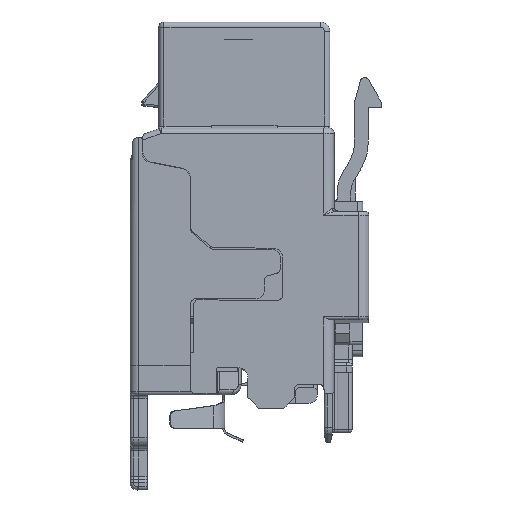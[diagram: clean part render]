
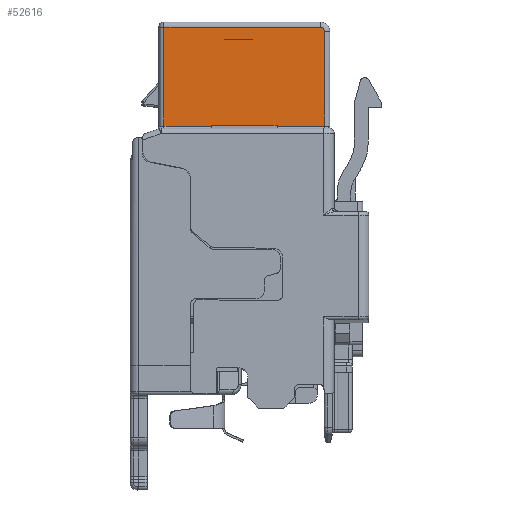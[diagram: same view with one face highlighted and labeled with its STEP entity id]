
A CAD part, left-side view. The second image highlights one B-rep face of the part: STEP entity #52616.
In plain terms, the highlighted planar face has unit normal (-1, 0, 0).
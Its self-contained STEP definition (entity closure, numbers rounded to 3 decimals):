
#756 = ORIENTED_EDGE ( 'NONE', *, *, #47845, .F. ) ;
#878 = CARTESIAN_POINT ( 'NONE',  ( -7.25, 4.35, 0.279 ) ) ;
#1168 = EDGE_LOOP ( 'NONE', ( #52108, #19967, #35153, #756 ) ) ;
#1731 = VERTEX_POINT ( 'NONE', #63847 ) ;
#2836 = DIRECTION ( 'NONE',  ( 0., 0., -1. ) ) ;
#3289 = LINE ( 'NONE', #33899, #49861 ) ;
#3660 = VECTOR ( 'NONE', #52274, 1000. ) ;
#5580 = ORIENTED_EDGE ( 'NONE', *, *, #11119, .T. ) ;
#5586 = VERTEX_POINT ( 'NONE', #878 ) ;
#6056 = CARTESIAN_POINT ( 'NONE',  ( -7.25, 1.85, -7.85 ) ) ;
#6137 = CARTESIAN_POINT ( 'NONE',  ( -7.25, -3.15, -7.95 ) ) ;
#7994 = CARTESIAN_POINT ( 'NONE',  ( -7.25, 8.05, -7.85 ) ) ;
#8568 = EDGE_CURVE ( 'NONE', #35360, #27873, #55314, .T. ) ;
#8821 = VECTOR ( 'NONE', #20135, 1000. ) ;
#10037 = VECTOR ( 'NONE', #48607, 1000. ) ;
#10384 = VERTEX_POINT ( 'NONE', #65245 ) ;
#11119 = EDGE_CURVE ( 'NONE', #21883, #35228, #60107, .T. ) ;
#11475 = LINE ( 'NONE', #33259, #23814 ) ;
#12968 = CARTESIAN_POINT ( 'NONE',  ( -7.25, -2.65, 1. ) ) ;
#12982 = DIRECTION ( 'NONE',  ( 0., 1., 0. ) ) ;
#13026 = CARTESIAN_POINT ( 'NONE',  ( -7.25, -3.15, -9.1 ) ) ;
#14855 = EDGE_LOOP ( 'NONE', ( #18160, #5580, #16912, #74297, #23174, #32110, #34744, #16614, #23946 ) ) ;
#15157 = EDGE_CURVE ( 'NONE', #35360, #21883, #66206, .T. ) ;
#15324 = EDGE_CURVE ( 'NONE', #10384, #5586, #47000, .T. ) ;
#15438 = FACE_BOUND ( 'NONE', #1168, .T. ) ;
#15598 =( BOUNDED_CURVE ( )  B_SPLINE_CURVE ( 3, ( #24175, #48104, #54685, #18321 ),
 .UNSPECIFIED., .F., .T. ) 
 B_SPLINE_CURVE_WITH_KNOTS ( ( 4, 4 ),
 ( 0., 0.344 ),
 .UNSPECIFIED. ) 
 CURVE ( )  GEOMETRIC_REPRESENTATION_ITEM ( )  RATIONAL_B_SPLINE_CURVE ( ( 1., 0.99, 0.99, 1. ) ) 
 REPRESENTATION_ITEM ( '' )  );
#16580 = VECTOR ( 'NONE', #12982, 1000. ) ;
#16614 = ORIENTED_EDGE ( 'NONE', *, *, #20699, .F. ) ;
#16912 = ORIENTED_EDGE ( 'NONE', *, *, #77637, .T. ) ;
#18160 = ORIENTED_EDGE ( 'NONE', *, *, #15157, .T. ) ;
#18321 = CARTESIAN_POINT ( 'NONE',  ( -7.25, 6.819, 0.233 ) ) ;
#18528 = CARTESIAN_POINT ( 'NONE',  ( -7.25, 6.65, 0.279 ) ) ;
#18859 = AXIS2_PLACEMENT_3D ( 'NONE', #67571, #31235, #73639 ) ;
#19111 = DIRECTION ( 'NONE',  ( 0., -1., 0. ) ) ;
#19290 = CARTESIAN_POINT ( 'NONE',  ( -7.25, 1.85, -7.95 ) ) ;
#19967 = ORIENTED_EDGE ( 'NONE', *, *, #54462, .T. ) ;
#20135 = DIRECTION ( 'NONE',  ( 0., 1., 0. ) ) ;
#20699 = EDGE_CURVE ( 'NONE', #27873, #53615, #63776, .T. ) ;
#21594 = CIRCLE ( 'NONE', #18859, 0.4 ) ;
#21883 = VERTEX_POINT ( 'NONE', #19290 ) ;
#23174 = ORIENTED_EDGE ( 'NONE', *, *, #61412, .T. ) ;
#23608 = CARTESIAN_POINT ( 'NONE',  ( -7.25, 8.05, -7.85 ) ) ;
#23814 = VECTOR ( 'NONE', #39331, 1000. ) ;
#23946 = ORIENTED_EDGE ( 'NONE', *, *, #8568, .F. ) ;
#24175 = CARTESIAN_POINT ( 'NONE',  ( -7.25, 6.65, 0.279 ) ) ;
#24718 = CARTESIAN_POINT ( 'NONE',  ( -7.25, -2.65, -9.1 ) ) ;
#24973 = PLANE ( 'NONE',  #74833 ) ;
#27873 = VERTEX_POINT ( 'NONE', #77773 ) ;
#29092 = CARTESIAN_POINT ( 'NONE',  ( -7.25, 4.35, 0.279 ) ) ;
#30804 = DIRECTION ( 'NONE',  ( 0., 0., 1. ) ) ;
#31235 = DIRECTION ( 'NONE',  ( -1., 0., 0. ) ) ;
#32110 = ORIENTED_EDGE ( 'NONE', *, *, #57377, .T. ) ;
#33259 = CARTESIAN_POINT ( 'NONE',  ( -7.25, 12.55, -9.1 ) ) ;
#33899 = CARTESIAN_POINT ( 'NONE',  ( -7.25, 7.15, 0.233 ) ) ;
#33961 = VERTEX_POINT ( 'NONE', #45523 ) ;
#34124 = CARTESIAN_POINT ( 'NONE',  ( -7.25, -2.25, 1.4 ) ) ;
#34738 = VERTEX_POINT ( 'NONE', #18528 ) ;
#34744 = ORIENTED_EDGE ( 'NONE', *, *, #45192, .T. ) ;
#35153 = ORIENTED_EDGE ( 'NONE', *, *, #15324, .F. ) ;
#35228 = VERTEX_POINT ( 'NONE', #46955 ) ;
#35360 = VERTEX_POINT ( 'NONE', #6056 ) ;
#35814 = DIRECTION ( 'NONE',  ( 0., 0., -1. ) ) ;
#39331 = DIRECTION ( 'NONE',  ( 0., 0., -1. ) ) ;
#39984 = DIRECTION ( 'NONE',  ( 0., -1., 0. ) ) ;
#42331 = LINE ( 'NONE', #6137, #10037 ) ;
#44513 = VECTOR ( 'NONE', #30804, 1000. ) ;
#44894 = VERTEX_POINT ( 'NONE', #62951 ) ;
#45192 = EDGE_CURVE ( 'NONE', #1731, #53615, #42331, .T. ) ;
#45523 = CARTESIAN_POINT ( 'NONE',  ( -7.25, 6.819, 0.233 ) ) ;
#46199 = CARTESIAN_POINT ( 'NONE',  ( -7.25, 7.15, 0.279 ) ) ;
#46713 = EDGE_CURVE ( 'NONE', #34738, #33961, #15598, .T. ) ;
#46955 = CARTESIAN_POINT ( 'NONE',  ( -7.25, -2.65, -7.95 ) ) ;
#47000 =( BOUNDED_CURVE ( )  B_SPLINE_CURVE ( 3, ( #53235, #59331, #65428, #29092 ),
 .UNSPECIFIED., .F., .F. ) 
 B_SPLINE_CURVE_WITH_KNOTS ( ( 4, 4 ),
 ( 5.939, 6.283 ),
 .UNSPECIFIED. ) 
 CURVE ( )  GEOMETRIC_REPRESENTATION_ITEM ( )  RATIONAL_B_SPLINE_CURVE ( ( 1., 0.99, 0.99, 1. ) ) 
 REPRESENTATION_ITEM ( '' )  );
#47845 = EDGE_CURVE ( 'NONE', #33961, #10384, #3289, .T. ) ;
#48104 = CARTESIAN_POINT ( 'NONE',  ( -7.25, 6.708, 0.279 ) ) ;
#48607 = DIRECTION ( 'NONE',  ( 0., -1., 0. ) ) ;
#48886 = LINE ( 'NONE', #49377, #16580 ) ;
#49377 = CARTESIAN_POINT ( 'NONE',  ( -7.25, 13.05, 1.4 ) ) ;
#49861 = VECTOR ( 'NONE', #39984, 1000. ) ;
#52108 = ORIENTED_EDGE ( 'NONE', *, *, #46713, .F. ) ;
#52274 = DIRECTION ( 'NONE',  ( 0., -1., 0. ) ) ;
#52616 = ADVANCED_FACE ( 'NONE', ( #15438, #78051 ), #24973, .T. ) ;
#53235 = CARTESIAN_POINT ( 'NONE',  ( -7.25, 4.181, 0.233 ) ) ;
#53615 = VERTEX_POINT ( 'NONE', #61372 ) ;
#54462 = EDGE_CURVE ( 'NONE', #34738, #5586, #68206, .T. ) ;
#54685 = CARTESIAN_POINT ( 'NONE',  ( -7.25, 6.764, 0.264 ) ) ;
#55314 = LINE ( 'NONE', #7994, #8821 ) ;
#55479 = DIRECTION ( 'NONE',  ( -1., 0., 0. ) ) ;
#57377 = EDGE_CURVE ( 'NONE', #44894, #1731, #11475, .T. ) ;
#58191 = VECTOR ( 'NONE', #59956, 1000. ) ;
#59331 = CARTESIAN_POINT ( 'NONE',  ( -7.25, 4.236, 0.264 ) ) ;
#59831 = VERTEX_POINT ( 'NONE', #12968 ) ;
#59956 = DIRECTION ( 'NONE',  ( 0., -1., 0. ) ) ;
#60107 = LINE ( 'NONE', #66044, #58191 ) ;
#61372 = CARTESIAN_POINT ( 'NONE',  ( -7.25, 8.05, -7.95 ) ) ;
#61412 = EDGE_CURVE ( 'NONE', #62148, #44894, #48886, .T. ) ;
#61857 = VECTOR ( 'NONE', #35814, 1000. ) ;
#62148 = VERTEX_POINT ( 'NONE', #34124 ) ;
#62524 = LINE ( 'NONE', #24718, #44513 ) ;
#62951 = CARTESIAN_POINT ( 'NONE',  ( -7.25, 12.55, 1.4 ) ) ;
#63333 = CARTESIAN_POINT ( 'NONE',  ( -7.25, 1.85, -7.85 ) ) ;
#63776 = LINE ( 'NONE', #23608, #61857 ) ;
#63847 = CARTESIAN_POINT ( 'NONE',  ( -7.25, 12.55, -7.95 ) ) ;
#64283 = VECTOR ( 'NONE', #2836, 1000. ) ;
#65245 = CARTESIAN_POINT ( 'NONE',  ( -7.25, 4.181, 0.233 ) ) ;
#65428 = CARTESIAN_POINT ( 'NONE',  ( -7.25, 4.292, 0.279 ) ) ;
#66044 = CARTESIAN_POINT ( 'NONE',  ( -7.25, -3.15, -7.95 ) ) ;
#66206 = LINE ( 'NONE', #63333, #64283 ) ;
#67571 = CARTESIAN_POINT ( 'NONE',  ( -7.25, -2.25, 1. ) ) ;
#68206 = LINE ( 'NONE', #46199, #3660 ) ;
#73569 = EDGE_CURVE ( 'NONE', #59831, #62148, #21594, .T. ) ;
#73639 = DIRECTION ( 'NONE',  ( 0., -1., 0. ) ) ;
#74297 = ORIENTED_EDGE ( 'NONE', *, *, #73569, .T. ) ;
#74833 = AXIS2_PLACEMENT_3D ( 'NONE', #13026, #55479, #19111 ) ;
#77637 = EDGE_CURVE ( 'NONE', #35228, #59831, #62524, .T. ) ;
#77773 = CARTESIAN_POINT ( 'NONE',  ( -7.25, 8.05, -7.85 ) ) ;
#78051 = FACE_OUTER_BOUND ( 'NONE', #14855, .T. ) ;
